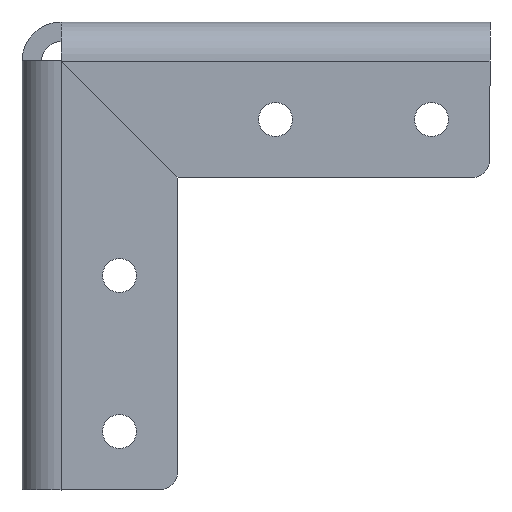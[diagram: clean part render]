
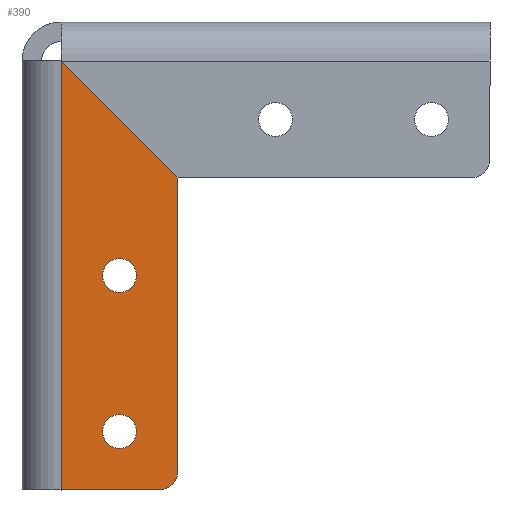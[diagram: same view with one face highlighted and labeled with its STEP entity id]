
A CAD part, front view. The second image highlights one B-rep face of the part: STEP entity #390.
In plain terms, the highlighted planar face has unit normal (0, -1, 0).
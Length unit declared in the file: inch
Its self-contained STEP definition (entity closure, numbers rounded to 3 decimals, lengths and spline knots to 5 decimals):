
#6 = EDGE_LOOP ( 'NONE', ( #178, #119 ) ) ;
#9 = LINE ( 'NONE', #512, #1745 ) ;
#29 = CIRCLE ( 'NONE', #1262, 0.10921 ) ;
#33 = ORIENTED_EDGE ( 'NONE', *, *, #693, .T. ) ;
#49 = VERTEX_POINT ( 'NONE', #1862 ) ;
#56 = EDGE_CURVE ( 'NONE', #775, #747, #1753, .T. ) ;
#70 = AXIS2_PLACEMENT_3D ( 'NONE', #689, #1193, #1846 ) ;
#114 = EDGE_LOOP ( 'NONE', ( #493, #1446 ) ) ;
#116 = EDGE_CURVE ( 'NONE', #49, #212, #986, .T. ) ;
#119 = ORIENTED_EDGE ( 'NONE', *, *, #519, .F. ) ;
#137 = VERTEX_POINT ( 'NONE', #270 ) ;
#143 = DIRECTION ( 'NONE',  ( -0.707, 0., 0.707 ) ) ;
#176 = CARTESIAN_POINT ( 'NONE',  ( 0.25, -0.25, -3. ) ) ;
#178 = ORIENTED_EDGE ( 'NONE', *, *, #56, .F. ) ;
#198 = FACE_OUTER_BOUND ( 'NONE', #459, .T. ) ;
#212 = VERTEX_POINT ( 'NONE', #322 ) ;
#270 = CARTESIAN_POINT ( 'NONE',  ( 0.99948, -0.25, -1. ) ) ;
#322 = CARTESIAN_POINT ( 'NONE',  ( 0.73421, -0.25, -2.625 ) ) ;
#343 = ORIENTED_EDGE ( 'NONE', *, *, #374, .T. ) ;
#345 = AXIS2_PLACEMENT_3D ( 'NONE', #831, #1188, #1178 ) ;
#363 = PLANE ( 'NONE',  #70 ) ;
#374 = EDGE_CURVE ( 'NONE', #2079, #137, #9, .T. ) ;
#390 = ADVANCED_FACE ( 'NONE', ( #1868, #1348, #198 ), #363, .T. ) ;
#419 = VERTEX_POINT ( 'NONE', #1879 ) ;
#459 = EDGE_LOOP ( 'NONE', ( #33, #490, #343, #1143, #1426 ) ) ;
#489 = CIRCLE ( 'NONE', #345, 0.125 ) ;
#490 = ORIENTED_EDGE ( 'NONE', *, *, #2171, .T. ) ;
#493 = ORIENTED_EDGE ( 'NONE', *, *, #864, .F. ) ;
#512 = CARTESIAN_POINT ( 'NONE',  ( 0.99948, -0.25, -3. ) ) ;
#519 = EDGE_CURVE ( 'NONE', #747, #775, #29, .T. ) ;
#536 = DIRECTION ( 'NONE',  ( 0., 0., 1. ) ) ;
#542 = CARTESIAN_POINT ( 'NONE',  ( 0.73421, -0.25, -1.625 ) ) ;
#546 = DIRECTION ( 'NONE',  ( 0., -1., 0. ) ) ;
#587 = DIRECTION ( 'NONE',  ( 1., 0., 0. ) ) ;
#609 = DIRECTION ( 'NONE',  ( 1., 0., 0. ) ) ;
#629 = CIRCLE ( 'NONE', #662, 0.10921 ) ;
#630 = CARTESIAN_POINT ( 'NONE',  ( 0.99948, -0.25, -2.875 ) ) ;
#641 = EDGE_CURVE ( 'NONE', #1463, #894, #2129, .T. ) ;
#662 = AXIS2_PLACEMENT_3D ( 'NONE', #853, #686, #1521 ) ;
#686 = DIRECTION ( 'NONE',  ( 0., -1., 0. ) ) ;
#689 = CARTESIAN_POINT ( 'NONE',  ( -0.04452, -0.25, -3. ) ) ;
#693 = EDGE_CURVE ( 'NONE', #894, #419, #1981, .T. ) ;
#747 = VERTEX_POINT ( 'NONE', #1614 ) ;
#775 = VERTEX_POINT ( 'NONE', #542 ) ;
#802 = LINE ( 'NONE', #1970, #1532 ) ;
#831 = CARTESIAN_POINT ( 'NONE',  ( 0.87448, -0.25, -2.875 ) ) ;
#853 = CARTESIAN_POINT ( 'NONE',  ( 0.625, -0.25, -2.625 ) ) ;
#864 = EDGE_CURVE ( 'NONE', #212, #49, #629, .T. ) ;
#886 = DIRECTION ( 'NONE',  ( 0., -1., 0. ) ) ;
#894 = VERTEX_POINT ( 'NONE', #176 ) ;
#901 = DIRECTION ( 'NONE',  ( 1., 0., 0. ) ) ;
#934 = DIRECTION ( 'NONE',  ( 0., -1., 0. ) ) ;
#986 = CIRCLE ( 'NONE', #1233, 0.10921 ) ;
#1043 = VECTOR ( 'NONE', #609, 39.37008 ) ;
#1143 = ORIENTED_EDGE ( 'NONE', *, *, #2009, .T. ) ;
#1178 = DIRECTION ( 'NONE',  ( 1., 0., 0. ) ) ;
#1188 = DIRECTION ( 'NONE',  ( 0., -1., 0. ) ) ;
#1193 = DIRECTION ( 'NONE',  ( 0., -1., 0. ) ) ;
#1217 = VECTOR ( 'NONE', #1315, 39.37008 ) ;
#1233 = AXIS2_PLACEMENT_3D ( 'NONE', #1265, #934, #901 ) ;
#1262 = AXIS2_PLACEMENT_3D ( 'NONE', #2093, #886, #587 ) ;
#1265 = CARTESIAN_POINT ( 'NONE',  ( 0.625, -0.25, -2.625 ) ) ;
#1272 = CARTESIAN_POINT ( 'NONE',  ( -0.04452, -0.25, -3. ) ) ;
#1315 = DIRECTION ( 'NONE',  ( 0., 0., -1. ) ) ;
#1348 = FACE_BOUND ( 'NONE', #6, .T. ) ;
#1426 = ORIENTED_EDGE ( 'NONE', *, *, #641, .T. ) ;
#1446 = ORIENTED_EDGE ( 'NONE', *, *, #116, .F. ) ;
#1463 = VERTEX_POINT ( 'NONE', #1715 ) ;
#1506 = CARTESIAN_POINT ( 'NONE',  ( 0.625, -0.25, -1.625 ) ) ;
#1521 = DIRECTION ( 'NONE',  ( 1., 0., 0. ) ) ;
#1532 = VECTOR ( 'NONE', #143, 39.37008 ) ;
#1614 = CARTESIAN_POINT ( 'NONE',  ( 0.51579, -0.25, -1.625 ) ) ;
#1715 = CARTESIAN_POINT ( 'NONE',  ( 0.25, -0.25, -0.25052 ) ) ;
#1745 = VECTOR ( 'NONE', #536, 39.37008 ) ;
#1753 = CIRCLE ( 'NONE', #2154, 0.10921 ) ;
#1846 = DIRECTION ( 'NONE',  ( 0., 0., 1. ) ) ;
#1862 = CARTESIAN_POINT ( 'NONE',  ( 0.51579, -0.25, -2.625 ) ) ;
#1868 = FACE_BOUND ( 'NONE', #114, .T. ) ;
#1879 = CARTESIAN_POINT ( 'NONE',  ( 0.87448, -0.25, -3. ) ) ;
#1970 = CARTESIAN_POINT ( 'NONE',  ( 0.24948, -0.25, -0.25 ) ) ;
#1981 = LINE ( 'NONE', #1272, #1043 ) ;
#2009 = EDGE_CURVE ( 'NONE', #137, #1463, #802, .T. ) ;
#2024 = DIRECTION ( 'NONE',  ( 1., 0., 0. ) ) ;
#2079 = VERTEX_POINT ( 'NONE', #630 ) ;
#2093 = CARTESIAN_POINT ( 'NONE',  ( 0.625, -0.25, -1.625 ) ) ;
#2129 = LINE ( 'NONE', #2160, #1217 ) ;
#2154 = AXIS2_PLACEMENT_3D ( 'NONE', #1506, #546, #2024 ) ;
#2160 = CARTESIAN_POINT ( 'NONE',  ( 0.25, -0.25, -3. ) ) ;
#2171 = EDGE_CURVE ( 'NONE', #419, #2079, #489, .T. ) ;
